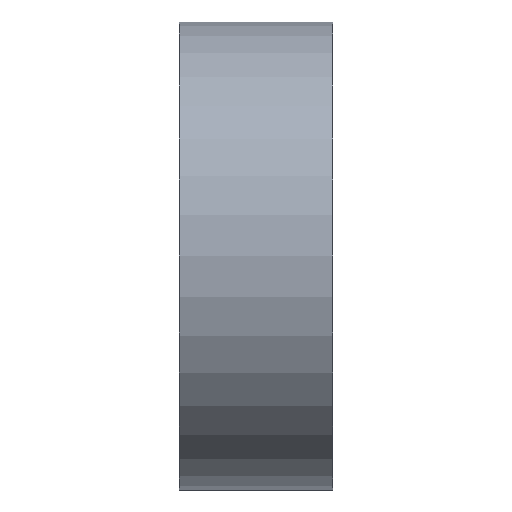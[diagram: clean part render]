
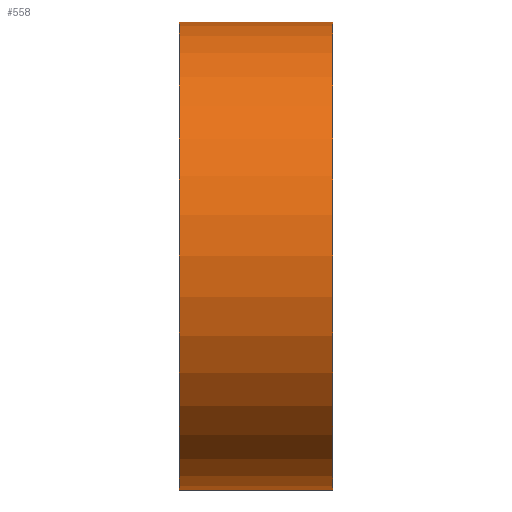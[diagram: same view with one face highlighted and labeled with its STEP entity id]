
A CAD part, left-side view. The second image highlights one B-rep face of the part: STEP entity #558.
In plain terms, the highlighted cylindrical face has radius 6 mm (diameter 12 mm), a partial arc.
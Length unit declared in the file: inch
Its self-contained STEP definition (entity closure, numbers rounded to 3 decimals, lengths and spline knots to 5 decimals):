
#4 = CYLINDRICAL_SURFACE ( 'NONE', #93, 0.23622 ) ;
#8 = CIRCLE ( 'NONE', #395, 0.23622 ) ;
#51 = FACE_OUTER_BOUND ( 'NONE', #213, .T. ) ;
#52 = DIRECTION ( 'NONE',  ( 0., 0., 1. ) ) ;
#55 = DIRECTION ( 'NONE',  ( 0., 1., 0. ) ) ;
#56 = CARTESIAN_POINT ( 'NONE',  ( 0., 0.15472, 0. ) ) ;
#59 = EDGE_CURVE ( 'NONE', #523, #383, #280, .T. ) ;
#93 = AXIS2_PLACEMENT_3D ( 'NONE', #478, #519, #508 ) ;
#114 = VECTOR ( 'NONE', #533, 39.37008 ) ;
#131 = LINE ( 'NONE', #531, #114 ) ;
#134 = EDGE_CURVE ( 'NONE', #144, #377, #8, .T. ) ;
#139 = VECTOR ( 'NONE', #552, 39.37008 ) ;
#144 = VERTEX_POINT ( 'NONE', #413 ) ;
#158 = CARTESIAN_POINT ( 'NONE',  ( 0., 0.15472, -0.23622 ) ) ;
#192 = LINE ( 'NONE', #262, #139 ) ;
#199 = EDGE_CURVE ( 'NONE', #383, #377, #192, .T. ) ;
#213 = EDGE_LOOP ( 'NONE', ( #488, #439, #527, #512 ) ) ;
#246 = EDGE_CURVE ( 'NONE', #523, #144, #131, .T. ) ;
#262 = CARTESIAN_POINT ( 'NONE',  ( 0., 0.15472, 0.23622 ) ) ;
#280 = CIRCLE ( 'NONE', #554, 0.23622 ) ;
#312 = DIRECTION ( 'NONE',  ( 0., 1., 0. ) ) ;
#331 = CARTESIAN_POINT ( 'NONE',  ( 0., 0., 0. ) ) ;
#342 = DIRECTION ( 'NONE',  ( 0., 0., 1. ) ) ;
#377 = VERTEX_POINT ( 'NONE', #454 ) ;
#383 = VERTEX_POINT ( 'NONE', #397 ) ;
#395 = AXIS2_PLACEMENT_3D ( 'NONE', #331, #312, #342 ) ;
#397 = CARTESIAN_POINT ( 'NONE',  ( 0., 0.15472, 0.23622 ) ) ;
#413 = CARTESIAN_POINT ( 'NONE',  ( 0., 0., -0.23622 ) ) ;
#439 = ORIENTED_EDGE ( 'NONE', *, *, #59, .F. ) ;
#454 = CARTESIAN_POINT ( 'NONE',  ( 0., 0., 0.23622 ) ) ;
#478 = CARTESIAN_POINT ( 'NONE',  ( 0., 0.15472, 0. ) ) ;
#488 = ORIENTED_EDGE ( 'NONE', *, *, #199, .F. ) ;
#508 = DIRECTION ( 'NONE',  ( 0., 0., -1. ) ) ;
#512 = ORIENTED_EDGE ( 'NONE', *, *, #134, .T. ) ;
#519 = DIRECTION ( 'NONE',  ( 0., -1., 0. ) ) ;
#523 = VERTEX_POINT ( 'NONE', #158 ) ;
#527 = ORIENTED_EDGE ( 'NONE', *, *, #246, .T. ) ;
#531 = CARTESIAN_POINT ( 'NONE',  ( 0., 0.15472, -0.23622 ) ) ;
#533 = DIRECTION ( 'NONE',  ( 0., -1., 0. ) ) ;
#552 = DIRECTION ( 'NONE',  ( 0., -1., 0. ) ) ;
#554 = AXIS2_PLACEMENT_3D ( 'NONE', #56, #55, #52 ) ;
#558 = ADVANCED_FACE ( 'NONE', ( #51 ), #4, .T. ) ;
